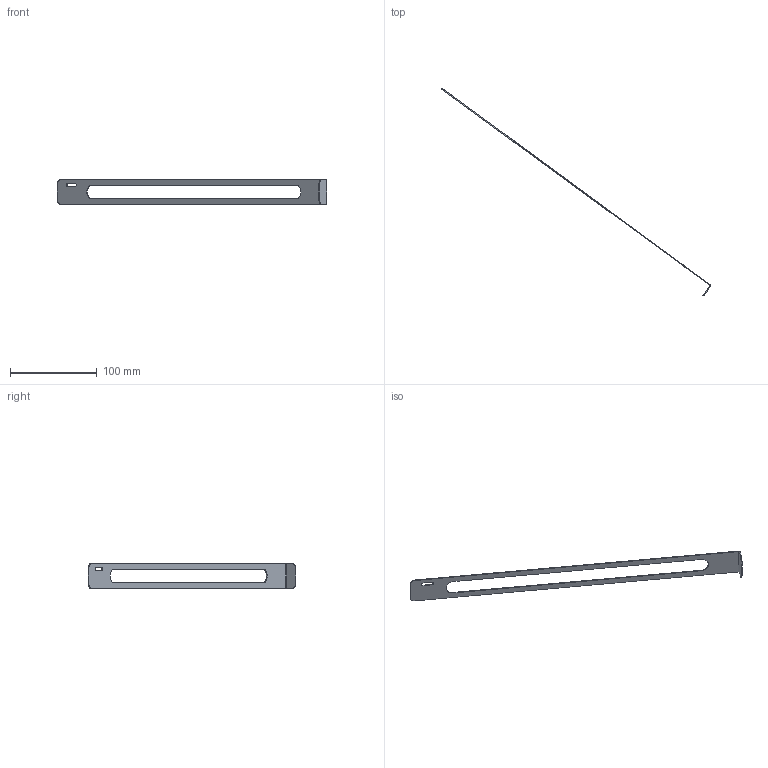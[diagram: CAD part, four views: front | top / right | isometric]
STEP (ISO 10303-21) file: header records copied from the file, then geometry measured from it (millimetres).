
FILE_DESCRIPTION (( 'STEP AP203' ), '1' );
FILE_NAME ('Symétrieplaque_reglage_2.STEP', '2017-10-24T07:10:03', ( '' ), ( '' ), 'SwSTEP 2.0', 'SolidWorks 2016', '' );
FILE_SCHEMA (( 'CONFIG_CONTROL_DESIGN' ));
Length unit declared in the file: millimetre
Products named in the file (1): Symétrieplaque_reglage_2
Bounding box: 310.49 x 239.46 x 28.75 mm (x, y, z)
Volume: 6537.7 mm3; surface area: 14583.8 mm2
Topology: 1 solids, 1 shells, 28 faces, 70 edges, 44 vertices
Faces by surface type: plane 16, cylinder 12
Entity records: 919 total; most frequent: DIRECTION 152, CARTESIAN_POINT 143, ORIENTED_EDGE 140, EDGE_CURVE 70, AXIS2_PLACEMENT_3D 53, VECTOR 46, LINE 46, VERTEX_POINT 44
